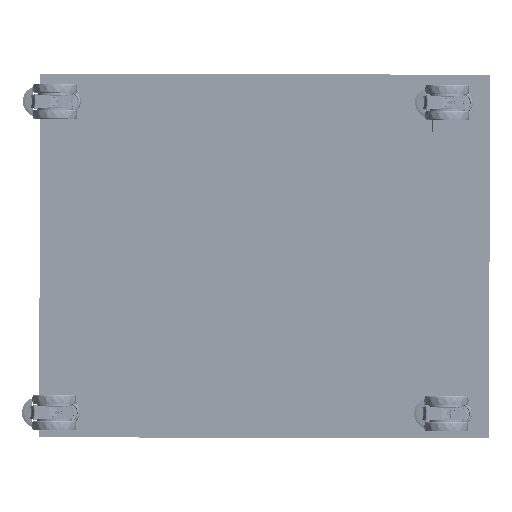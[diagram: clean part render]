
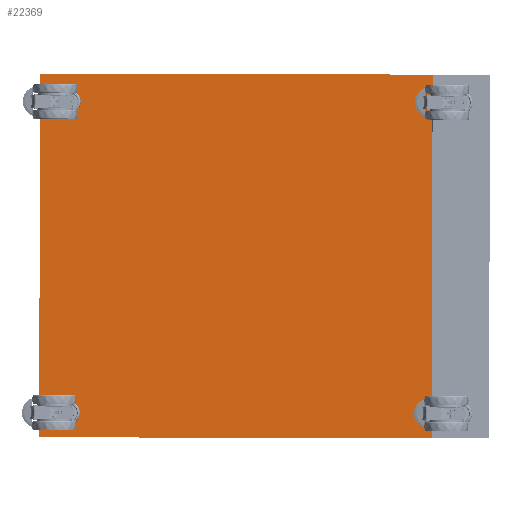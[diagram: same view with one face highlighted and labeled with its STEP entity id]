
A CAD part, front view. The second image highlights one B-rep face of the part: STEP entity #22369.
In plain terms, the highlighted planar face has unit normal (0, -1, 0).
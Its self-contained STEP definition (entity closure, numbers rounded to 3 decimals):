
#1679=PLANE('',#23923);
#2269=FACE_OUTER_BOUND('',#3674,.T.);
#3674=EDGE_LOOP('',(#15073,#15074,#15075,#15076));
#5252=LINE('',#33339,#6794);
#5254=LINE('',#33345,#6796);
#5255=LINE('',#33347,#6797);
#5256=LINE('',#33348,#6798);
#6794=VECTOR('',#26550,0.394);
#6796=VECTOR('',#26556,0.394);
#6797=VECTOR('',#26557,0.394);
#6798=VECTOR('',#26558,0.394);
#9370=VERTEX_POINT('',#33335);
#9372=VERTEX_POINT('',#33338);
#9374=VERTEX_POINT('',#33344);
#9375=VERTEX_POINT('',#33346);
#11594=EDGE_CURVE('',#9372,#9370,#5252,.T.);
#11597=EDGE_CURVE('',#9374,#9370,#5254,.T.);
#11598=EDGE_CURVE('',#9374,#9375,#5255,.T.);
#11599=EDGE_CURVE('',#9372,#9375,#5256,.T.);
#15073=ORIENTED_EDGE('',*,*,#11594,.T.);
#15074=ORIENTED_EDGE('',*,*,#11597,.F.);
#15075=ORIENTED_EDGE('',*,*,#11598,.T.);
#15076=ORIENTED_EDGE('',*,*,#11599,.F.);
#22369=ADVANCED_FACE('',(#2269),#1679,.T.);
#23923=AXIS2_PLACEMENT_3D('',#33343,#26554,#26555);
#26550=DIRECTION('',(0.,0.,1.));
#26554=DIRECTION('center_axis',(0.,-1.,0.));
#26555=DIRECTION('ref_axis',(-1.,0.,0.));
#26556=DIRECTION('',(1.,0.,0.));
#26557=DIRECTION('',(0.,0.,-1.));
#26558=DIRECTION('',(-1.,0.,0.));
#33335=CARTESIAN_POINT('',(26.172,0.,0.));
#33338=CARTESIAN_POINT('',(26.172,0.,-24.25));
#33339=CARTESIAN_POINT('',(26.172,0.,-24.25));
#33343=CARTESIAN_POINT('Origin',(30.,0.,0.));
#33344=CARTESIAN_POINT('',(0.,0.,0.));
#33345=CARTESIAN_POINT('',(0.,0.,0.));
#33346=CARTESIAN_POINT('',(0.,0.,-24.25));
#33347=CARTESIAN_POINT('',(0.,0.,0.));
#33348=CARTESIAN_POINT('',(0.,0.,-24.25));
